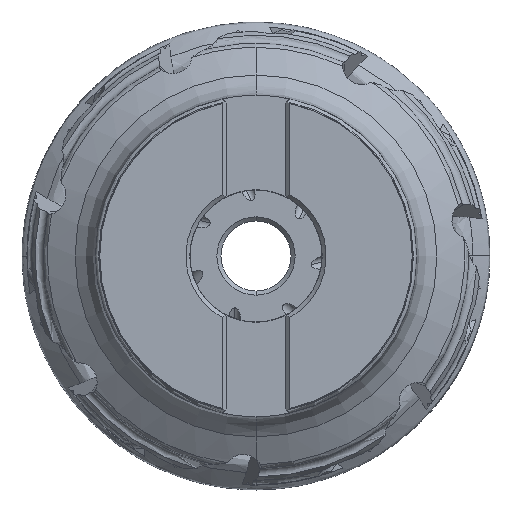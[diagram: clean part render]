
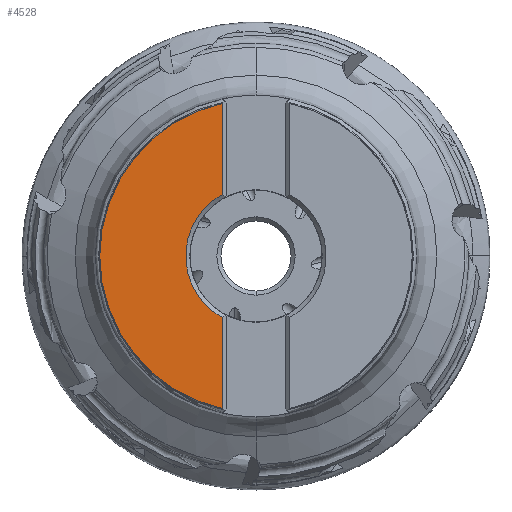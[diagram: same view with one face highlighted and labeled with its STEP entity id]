
A CAD part, left-side view. The second image highlights one B-rep face of the part: STEP entity #4528.
In plain terms, the highlighted planar face has unit normal (-1, 0, 0).
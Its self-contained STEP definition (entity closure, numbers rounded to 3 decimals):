
#1753 = ORIENTED_EDGE ( 'NONE', *, *, #2942, .T. ) ;
#1754 = ORIENTED_EDGE ( 'NONE', *, *, #3412, .T. ) ;
#1755 = ORIENTED_EDGE ( 'NONE', *, *, #2932, .T. ) ;
#1756 = ORIENTED_EDGE ( 'NONE', *, *, #3384, .F. ) ;
#2245 = EDGE_LOOP ( 'NONE', ( #1753, #1754, #1755, #1756 ) ) ;
#2932 = EDGE_CURVE ( 'NONE', #7040, #12471, #4849, .T. ) ;
#2942 = EDGE_CURVE ( 'NONE', #7028, #7043, #4853, .T. ) ;
#3384 = EDGE_CURVE ( 'NONE', #7028, #12471, #5089, .T. ) ;
#3412 = EDGE_CURVE ( 'NONE', #7043, #7040, #5093, .T. ) ;
#3992 = CARTESIAN_POINT ( 'NONE',  ( -48.95, 8.15, -14.948 ) ) ;
#4528 = ADVANCED_FACE ( 'NONE', ( #5475 ), #13008, .F. ) ;
#4849 = LINE ( 'NONE', #8495, #4851 ) ;
#4851 = VECTOR ( 'NONE', #8497, 1000. ) ;
#4853 = LINE ( 'NONE', #8504, #4858 ) ;
#4858 = VECTOR ( 'NONE', #8530, 1000. ) ;
#5089 = CIRCLE ( 'NONE', #7626, 17.025 ) ;
#5093 = CIRCLE ( 'NONE', #7629, 37.922 ) ;
#5475 = FACE_OUTER_BOUND ( 'NONE', #2245, .T. ) ;
#7028 = VERTEX_POINT ( 'NONE', #14601 ) ;
#7040 = VERTEX_POINT ( 'NONE', #14613 ) ;
#7043 = VERTEX_POINT ( 'NONE', #14616 ) ;
#7626 = AXIS2_PLACEMENT_3D ( 'NONE', #9196, #9197, #9198 ) ;
#7629 = AXIS2_PLACEMENT_3D ( 'NONE', #9241, #9242, #9243 ) ;
#7807 = AXIS2_PLACEMENT_3D ( 'NONE', #13010, #13015, #13016 ) ;
#8495 = CARTESIAN_POINT ( 'NONE',  ( -48.95, 8.15, 0. ) ) ;
#8497 = DIRECTION ( 'NONE',  ( 0., 0., 1. ) ) ;
#8504 = CARTESIAN_POINT ( 'NONE',  ( -48.95, 8.15, 0. ) ) ;
#8530 = DIRECTION ( 'NONE',  ( 0., 0., 1. ) ) ;
#9196 = CARTESIAN_POINT ( 'NONE',  ( -48.95, 0., 0. ) ) ;
#9197 = DIRECTION ( 'NONE',  ( -1., 0., 0. ) ) ;
#9198 = DIRECTION ( 'NONE',  ( 0., 0., -1. ) ) ;
#9241 = CARTESIAN_POINT ( 'NONE',  ( -48.95, 0., 0. ) ) ;
#9242 = DIRECTION ( 'NONE',  ( -1., 0., 0. ) ) ;
#9243 = DIRECTION ( 'NONE',  ( 0., 0., -1. ) ) ;
#12471 = VERTEX_POINT ( 'NONE', #3992 ) ;
#13008 = PLANE ( 'NONE',  #7807 ) ;
#13010 = CARTESIAN_POINT ( 'NONE',  ( -48.95, 0., 0. ) ) ;
#13015 = DIRECTION ( 'NONE',  ( 1., 0., 0. ) ) ;
#13016 = DIRECTION ( 'NONE',  ( 0., 0., -1. ) ) ;
#14601 = CARTESIAN_POINT ( 'NONE',  ( -48.95, 8.15, 14.948 ) ) ;
#14613 = CARTESIAN_POINT ( 'NONE',  ( -48.95, 8.15, -37.036 ) ) ;
#14616 = CARTESIAN_POINT ( 'NONE',  ( -48.95, 8.15, 37.036 ) ) ;
